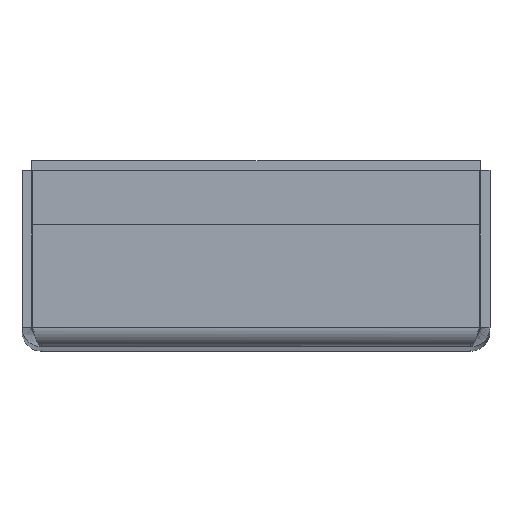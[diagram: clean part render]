
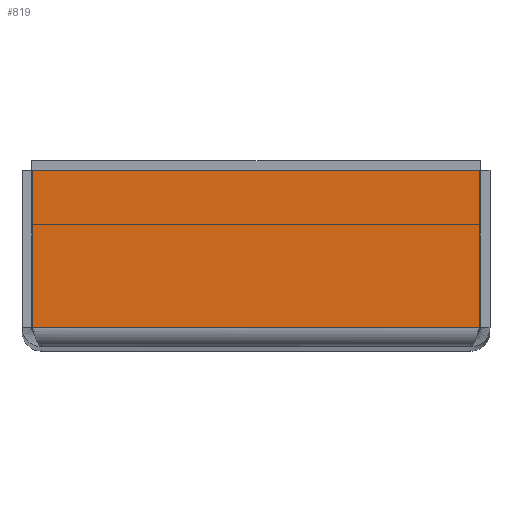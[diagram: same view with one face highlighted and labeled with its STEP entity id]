
A CAD part, top view. The second image highlights one B-rep face of the part: STEP entity #819.
In plain terms, the highlighted planar face has unit normal (0, 0, 1).
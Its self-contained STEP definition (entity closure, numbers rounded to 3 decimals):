
#74=FACE_OUTER_BOUND($,#119,.T.);
#119=EDGE_LOOP($,(#555,#556,#557,#558));
#181=LINE($,#1124,#269);
#183=LINE($,#1144,#271);
#190=LINE($,#1210,#278);
#193=LINE($,#1215,#281);
#269=VECTOR($,#932,69.859);
#271=VECTOR($,#936,24.5);
#278=VECTOR($,#945,24.5);
#281=VECTOR($,#950,69.859);
#357=VERTEX_POINT($,#1122);
#358=VERTEX_POINT($,#1123);
#361=VERTEX_POINT($,#1143);
#365=VERTEX_POINT($,#1209);
#419=EDGE_CURVE($,#357,#358,#181,.T.);
#423=EDGE_CURVE($,#361,#358,#183,.T.);
#432=EDGE_CURVE($,#357,#365,#190,.T.);
#435=EDGE_CURVE($,#365,#361,#193,.T.);
#555=ORIENTED_EDGE($,*,*,#419,.T.);
#556=ORIENTED_EDGE($,*,*,#423,.F.);
#557=ORIENTED_EDGE($,*,*,#435,.F.);
#558=ORIENTED_EDGE($,*,*,#432,.F.);
#740=PLANE($,#867);
#819=ADVANCED_FACE($,(#74),#740,.T.);
#867=AXIS2_PLACEMENT_3D($,#1217,#952,#953);
#932=DIRECTION($,(1.,0.,0.));
#936=DIRECTION($,(0.,-1.,0.));
#945=DIRECTION($,(0.,1.,0.));
#950=DIRECTION($,(1.,0.,0.));
#952=DIRECTION('center_axis',(0.,0.,
1.));
#953=DIRECTION('ref_axis',(0.,-1.,0.));
#1122=CARTESIAN_POINT('',(-34.929,-21.,199.5));
#1123=CARTESIAN_POINT('',(34.929,-21.,199.5));
#1124=CARTESIAN_POINT($,(0.,-21.,199.5));
#1143=CARTESIAN_POINT('',(34.929,3.5,199.5));
#1144=CARTESIAN_POINT($,(34.929,-21.,199.5));
#1209=CARTESIAN_POINT('',(-34.929,3.5,199.5));
#1210=CARTESIAN_POINT($,(-34.929,-21.,199.5));
#1215=CARTESIAN_POINT($,(-34.929,3.5,199.5));
#1217=CARTESIAN_POINT('Origin',(0.,-10.083,
199.5));
